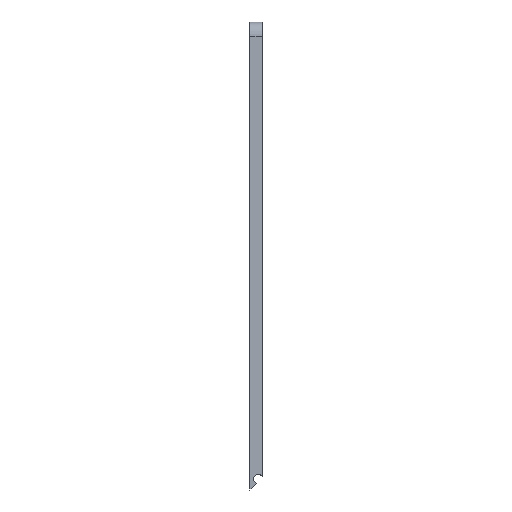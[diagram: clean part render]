
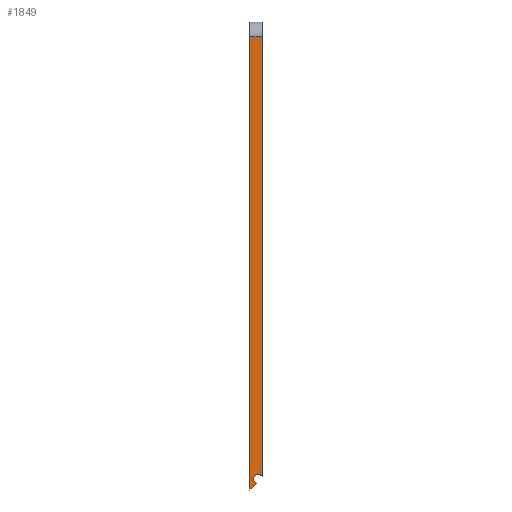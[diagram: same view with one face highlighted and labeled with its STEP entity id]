
A CAD part, left-side view. The second image highlights one B-rep face of the part: STEP entity #1849.
In plain terms, the highlighted planar face has unit normal (-1, 0, 0).
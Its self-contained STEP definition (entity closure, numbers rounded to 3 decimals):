
#12 = DIRECTION ( 'NONE',  ( 1., 0., 0. ) ) ;
#13 = EDGE_CURVE ( 'NONE', #1218, #770, #1802, .T. ) ;
#87 = VECTOR ( 'NONE', #187, 1000. ) ;
#102 = FACE_OUTER_BOUND ( 'NONE', #814, .T. ) ;
#187 = DIRECTION ( 'NONE',  ( 0., 0., -1. ) ) ;
#205 = ORIENTED_EDGE ( 'NONE', *, *, #1415, .T. ) ;
#240 = VERTEX_POINT ( 'NONE', #1207 ) ;
#296 = DIRECTION ( 'NONE',  ( 0., -0.707, 0.707 ) ) ;
#352 = CARTESIAN_POINT ( 'NONE',  ( -55., 0., 0. ) ) ;
#417 = CIRCLE ( 'NONE', #1017, 1.15 ) ;
#595 = EDGE_CURVE ( 'NONE', #240, #1649, #1871, .T. ) ;
#629 = DIRECTION ( 'NONE',  ( -1., 0., 0. ) ) ;
#633 = CARTESIAN_POINT ( 'NONE',  ( -55., 81.002, 54.47 ) ) ;
#696 = EDGE_CURVE ( 'NONE', #1564, #1649, #877, .T. ) ;
#770 = VERTEX_POINT ( 'NONE', #1454 ) ;
#793 = ORIENTED_EDGE ( 'NONE', *, *, #1912, .T. ) ;
#814 = EDGE_LOOP ( 'NONE', ( #2004, #793, #1133, #2247, #1154, #205 ) ) ;
#849 = DIRECTION ( 'NONE',  ( 0., 0., 1. ) ) ;
#865 = CARTESIAN_POINT ( 'NONE',  ( -55., 0., 54.47 ) ) ;
#877 = LINE ( 'NONE', #865, #2084 ) ;
#974 = VECTOR ( 'NONE', #296, 1000. ) ;
#990 = LINE ( 'NONE', #1499, #974 ) ;
#1017 = AXIS2_PLACEMENT_3D ( 'NONE', #1328, #2206, #1351 ) ;
#1067 = LINE ( 'NONE', #1251, #87 ) ;
#1125 = AXIS2_PLACEMENT_3D ( 'NONE', #352, #12, #1404 ) ;
#1133 = ORIENTED_EDGE ( 'NONE', *, *, #2003, .F. ) ;
#1145 = CARTESIAN_POINT ( 'NONE',  ( -55., 79.427, -57.354 ) ) ;
#1154 = ORIENTED_EDGE ( 'NONE', *, *, #595, .F. ) ;
#1192 = VECTOR ( 'NONE', #849, 1000. ) ;
#1207 = CARTESIAN_POINT ( 'NONE',  ( -55., 81.002, -59.001 ) ) ;
#1218 = VERTEX_POINT ( 'NONE', #2029 ) ;
#1233 = VERTEX_POINT ( 'NONE', #2039 ) ;
#1251 = CARTESIAN_POINT ( 'NONE',  ( -55., 78.002, 57.97 ) ) ;
#1328 = CARTESIAN_POINT ( 'NONE',  ( -55., 78.952, -56.252 ) ) ;
#1351 = DIRECTION ( 'NONE',  ( 0., 0., -1. ) ) ;
#1368 = CARTESIAN_POINT ( 'NONE',  ( -55., 81.002, 57.97 ) ) ;
#1404 = DIRECTION ( 'NONE',  ( 0., 0., -1. ) ) ;
#1415 = EDGE_CURVE ( 'NONE', #240, #1218, #990, .T. ) ;
#1454 = CARTESIAN_POINT ( 'NONE',  ( -55., 79.407, -57.309 ) ) ;
#1499 = CARTESIAN_POINT ( 'NONE',  ( -55., 11.001, 11.001 ) ) ;
#1564 = VERTEX_POINT ( 'NONE', #1879 ) ;
#1572 = DIRECTION ( 'NONE',  ( 0., 1., 0. ) ) ;
#1649 = VERTEX_POINT ( 'NONE', #633 ) ;
#1651 = AXIS2_PLACEMENT_3D ( 'NONE', #1145, #629, #2011 ) ;
#1802 = CIRCLE ( 'NONE', #1651, 0.05 ) ;
#1849 = ADVANCED_FACE ( 'NONE', ( #102 ), #2233, .F. ) ;
#1871 = LINE ( 'NONE', #1368, #1192 ) ;
#1879 = CARTESIAN_POINT ( 'NONE',  ( -55., 78.002, 54.47 ) ) ;
#1912 = EDGE_CURVE ( 'NONE', #770, #1233, #417, .T. ) ;
#2003 = EDGE_CURVE ( 'NONE', #1564, #1233, #1067, .T. ) ;
#2004 = ORIENTED_EDGE ( 'NONE', *, *, #13, .T. ) ;
#2011 = DIRECTION ( 'NONE',  ( 0., 0., -1. ) ) ;
#2029 = CARTESIAN_POINT ( 'NONE',  ( -55., 79.391, -57.39 ) ) ;
#2039 = CARTESIAN_POINT ( 'NONE',  ( -55., 78.002, -55.604 ) ) ;
#2084 = VECTOR ( 'NONE', #1572, 1000. ) ;
#2206 = DIRECTION ( 'NONE',  ( 1., 0., 0. ) ) ;
#2233 = PLANE ( 'NONE',  #1125 ) ;
#2247 = ORIENTED_EDGE ( 'NONE', *, *, #696, .T. ) ;
